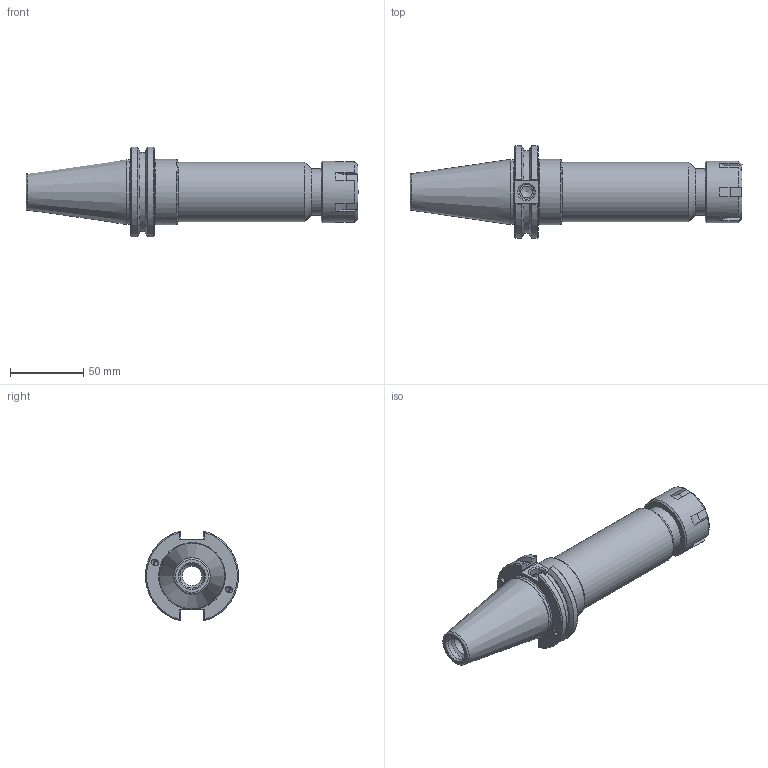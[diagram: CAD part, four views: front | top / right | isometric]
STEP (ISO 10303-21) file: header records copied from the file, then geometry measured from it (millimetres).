
FILE_DESCRIPTION((''),'2;1');
FILE_NAME('C40BC-25ERC622.iam.stp','2014-06-23T10:32:02',(''),(''),'Autodesk Inventor 2012','Autodesk Inventor 2012','');
FILE_SCHEMA(('AUTOMOTIVE_DESIGN { 1 0 10303 214 1 1 1 1 }'));
Length unit declared in the file: inch
Products named in the file (3): C40BC-25ERC622; C40BC-25ER6-1; 25ERCN
Assembly tree (2 placements, depth 2):
  C40BC-25ERC622
    C40BC-25ER6-1
    25ERCN
Bounding box: 226.25 x 63.26 x 61.05 mm (x, y, z)
Volume: 241409.6 mm3; surface area: 49635 mm2
Topology: 2 solids, 2 shells, 151 faces, 398 edges, 259 vertices
Faces by surface type: plane 63, cylinder 48, cone 29, torus 11
Full cylindrical faces by diameter (mm): 3.3 x2, 4.1 x2, 8.001 x1, 10.135 x1, 13.386 x1, 15.748 x1, 16.459 x1, 18.034 x1, 20.18 x1, 26.86 x1, 30.5 x1, 32 x1, 32.88 x1, 40.513 x1, 42 x1, 43.942 x1, 44.45 x1
Entity records: 4713 total; most frequent: CARTESIAN_POINT 1070, DIRECTION 714, ORIENTED_EDGE 696, EDGE_CURVE 348, AXIS2_PLACEMENT_3D 282, VERTEX_POINT 248, EDGE_LOOP 206, FACE_OUTER_BOUND 151
